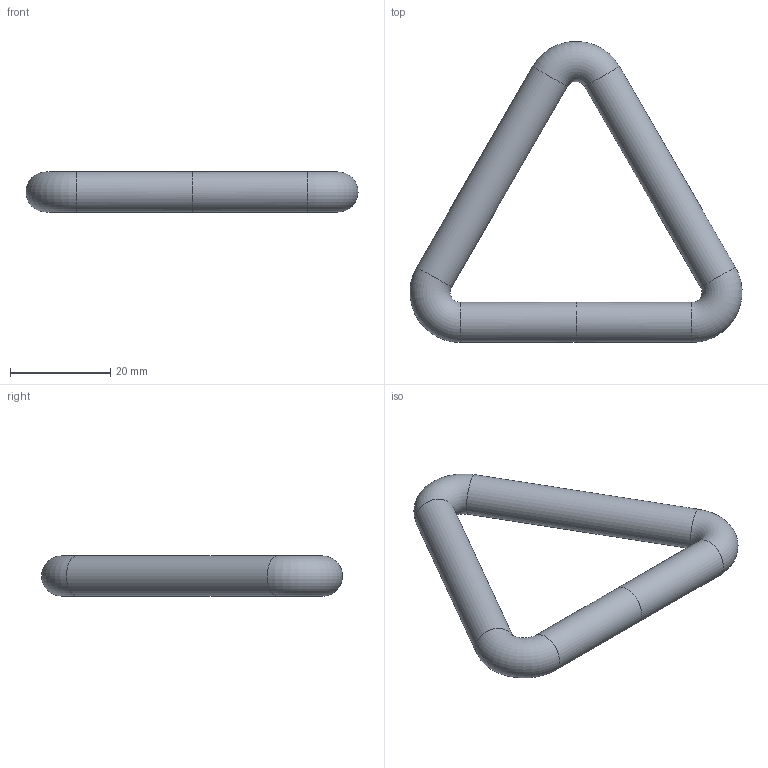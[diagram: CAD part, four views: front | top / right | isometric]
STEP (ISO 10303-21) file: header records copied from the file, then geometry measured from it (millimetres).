
FILE_DESCRIPTION (( 'STEP AP203' ), '1' );
FILE_NAME ('100077850.step', '2020-02-26T11:50:22', ( '' ), ( '' ), 'SwSTEP 2.0', 'SolidWorks 2015', '' );
FILE_SCHEMA (( 'CONFIG_CONTROL_DESIGN' ));
Length unit declared in the file: millimetre
Products named in the file (2): 100077850
Bounding box: 66.17 x 59.97 x 8 mm (x, y, z)
Volume: 8859.9 mm3; surface area: 4432 mm2
Topology: 1 solids, 1 shells, 220 faces, 575 edges, 381 vertices
Faces by surface type: bspline 109, plane 78, cylinder 30, torus 3
Full cylindrical faces by diameter (mm): 8 x4
Entity records: 12428 total; most frequent: CARTESIAN_POINT 7621, ORIENTED_EDGE 1136, DIRECTION 631, EDGE_CURVE 568, VERTEX_POINT 381, LINE 253, EDGE_LOOP 253, VECTOR 253
